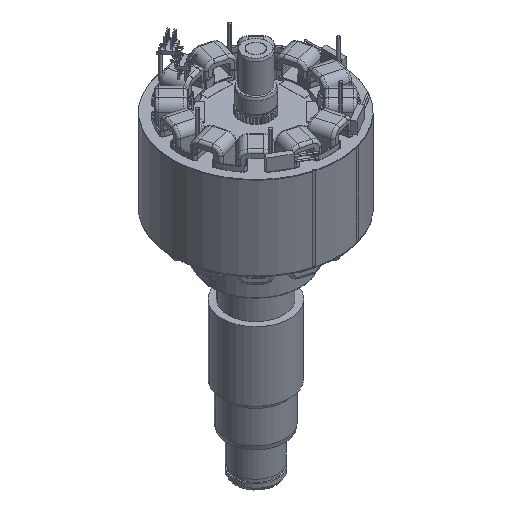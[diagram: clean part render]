
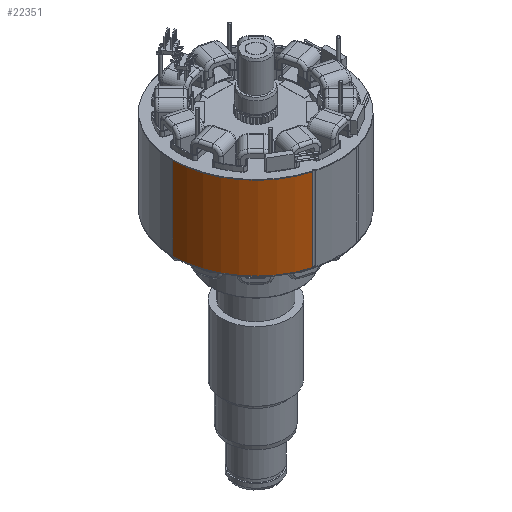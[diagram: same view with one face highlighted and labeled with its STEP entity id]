
A CAD part, isometric view. The second image highlights one B-rep face of the part: STEP entity #22351.
In plain terms, the highlighted cylindrical face has radius 32.5 mm (diameter 65 mm), a partial arc.
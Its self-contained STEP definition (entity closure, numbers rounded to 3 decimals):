
#267 = CARTESIAN_POINT ( 'NONE',  ( 0., 0., 0. ) ) ;
#614 = EDGE_CURVE ( 'NONE', #34872, #11244, #51004, .T. ) ;
#2107 = CARTESIAN_POINT ( 'NONE',  ( -8.894, 31.259, -32.46 ) ) ;
#2443 = AXIS2_PLACEMENT_3D ( 'NONE', #267, #24678, #32698 ) ;
#3491 = CARTESIAN_POINT ( 'NONE',  ( -32.5, 0., -32.46 ) ) ;
#4455 = CIRCLE ( 'NONE', #35007, 32.5 ) ;
#9988 = DIRECTION ( 'NONE',  ( -1., 0., 0. ) ) ;
#10502 = AXIS2_PLACEMENT_3D ( 'NONE', #34849, #51172, #26619 ) ;
#11244 = VERTEX_POINT ( 'NONE', #40079 ) ;
#11570 = VECTOR ( 'NONE', #15425, 1000. ) ;
#11775 = EDGE_CURVE ( 'NONE', #35506, #51598, #4455, .T. ) ;
#13403 = CARTESIAN_POINT ( 'NONE',  ( -32.5, 0., 0. ) ) ;
#15425 = DIRECTION ( 'NONE',  ( 0., 0., 1. ) ) ;
#15668 = LINE ( 'NONE', #3491, #18347 ) ;
#18063 = FACE_OUTER_BOUND ( 'NONE', #39008, .T. ) ;
#18347 = VECTOR ( 'NONE', #43964, 1000. ) ;
#20084 = ORIENTED_EDGE ( 'NONE', *, *, #25446, .T. ) ;
#22337 = CYLINDRICAL_SURFACE ( 'NONE', #10502, 32.5 ) ;
#22351 = ADVANCED_FACE ( 'NONE', ( #18063 ), #22337, .T. ) ;
#24678 = DIRECTION ( 'NONE',  ( 0., 0., -1. ) ) ;
#25446 = EDGE_CURVE ( 'NONE', #35506, #34872, #15668, .T. ) ;
#25938 = ORIENTED_EDGE ( 'NONE', *, *, #614, .T. ) ;
#26619 = DIRECTION ( 'NONE',  ( 1., 0., 0. ) ) ;
#30437 = DIRECTION ( 'NONE',  ( 0., 0., -1. ) ) ;
#31331 = ORIENTED_EDGE ( 'NONE', *, *, #51275, .F. ) ;
#32698 = DIRECTION ( 'NONE',  ( -1., 0., 0. ) ) ;
#34849 = CARTESIAN_POINT ( 'NONE',  ( 0., 0., -32.46 ) ) ;
#34872 = VERTEX_POINT ( 'NONE', #13403 ) ;
#35007 = AXIS2_PLACEMENT_3D ( 'NONE', #45944, #30437, #9988 ) ;
#35506 = VERTEX_POINT ( 'NONE', #39470 ) ;
#35650 = CARTESIAN_POINT ( 'NONE',  ( -8.894, 31.259, -32.46 ) ) ;
#38869 = LINE ( 'NONE', #35650, #11570 ) ;
#39008 = EDGE_LOOP ( 'NONE', ( #45428, #20084, #25938, #31331 ) ) ;
#39470 = CARTESIAN_POINT ( 'NONE',  ( -32.5, 0., -32.46 ) ) ;
#40079 = CARTESIAN_POINT ( 'NONE',  ( -8.894, 31.259, 0. ) ) ;
#43964 = DIRECTION ( 'NONE',  ( 0., 0., 1. ) ) ;
#45428 = ORIENTED_EDGE ( 'NONE', *, *, #11775, .F. ) ;
#45944 = CARTESIAN_POINT ( 'NONE',  ( 0., 0., -32.46 ) ) ;
#51004 = CIRCLE ( 'NONE', #2443, 32.5 ) ;
#51172 = DIRECTION ( 'NONE',  ( 0., 0., 1. ) ) ;
#51275 = EDGE_CURVE ( 'NONE', #51598, #11244, #38869, .T. ) ;
#51598 = VERTEX_POINT ( 'NONE', #2107 ) ;
